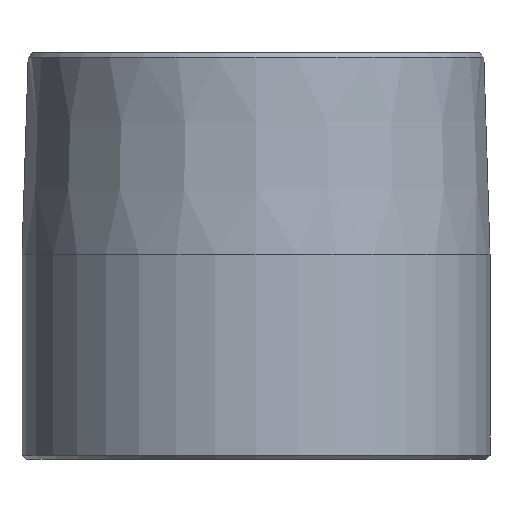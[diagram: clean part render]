
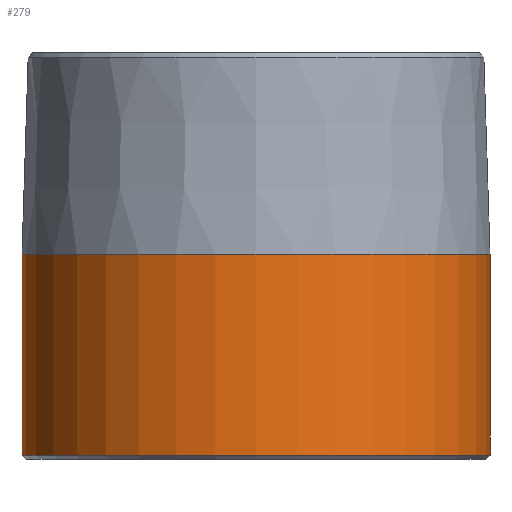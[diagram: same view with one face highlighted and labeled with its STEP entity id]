
A CAD part, front view. The second image highlights one B-rep face of the part: STEP entity #279.
In plain terms, the highlighted cylindrical face has radius 36.576 mm (diameter 73.152 mm), a partial arc.
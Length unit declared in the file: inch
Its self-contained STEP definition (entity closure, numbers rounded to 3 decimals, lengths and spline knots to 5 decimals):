
#3 = VECTOR ( 'NONE', #308, 39.37008 ) ;
#18 = EDGE_CURVE ( 'NONE', #488, #184, #369, .T. ) ;
#32 = FACE_OUTER_BOUND ( 'NONE', #352, .T. ) ;
#34 = AXIS2_PLACEMENT_3D ( 'NONE', #108, #69, #420 ) ;
#45 = CARTESIAN_POINT ( 'NONE',  ( -1.44, 0., 0.025 ) ) ;
#57 = CARTESIAN_POINT ( 'NONE',  ( 1.44, 0., 0.025 ) ) ;
#69 = DIRECTION ( 'NONE',  ( 0., 0., -1. ) ) ;
#108 = CARTESIAN_POINT ( 'NONE',  ( 0., 0., 2.5 ) ) ;
#116 = EDGE_CURVE ( 'NONE', #226, #184, #440, .T. ) ;
#120 = AXIS2_PLACEMENT_3D ( 'NONE', #476, #360, #427 ) ;
#129 = ORIENTED_EDGE ( 'NONE', *, *, #18, .T. ) ;
#184 = VERTEX_POINT ( 'NONE', #57 ) ;
#191 = CARTESIAN_POINT ( 'NONE',  ( -1.44, 0., 1.26 ) ) ;
#219 = EDGE_CURVE ( 'NONE', #226, #314, #430, .T. ) ;
#226 = VERTEX_POINT ( 'NONE', #251 ) ;
#230 = CARTESIAN_POINT ( 'NONE',  ( -1.44, 0., 2.5 ) ) ;
#237 = CARTESIAN_POINT ( 'NONE',  ( 1.44, 0., 2.5 ) ) ;
#246 = AXIS2_PLACEMENT_3D ( 'NONE', #292, #442, #301 ) ;
#251 = CARTESIAN_POINT ( 'NONE',  ( 1.44, 0., 1.26 ) ) ;
#268 = LINE ( 'NONE', #230, #3 ) ;
#279 = ADVANCED_FACE ( 'NONE', ( #32 ), #417, .T. ) ;
#292 = CARTESIAN_POINT ( 'NONE',  ( 0., 0., 1.26 ) ) ;
#301 = DIRECTION ( 'NONE',  ( -1., 0., 0. ) ) ;
#308 = DIRECTION ( 'NONE',  ( 0., 0., -1. ) ) ;
#314 = VERTEX_POINT ( 'NONE', #191 ) ;
#349 = ORIENTED_EDGE ( 'NONE', *, *, #116, .F. ) ;
#352 = EDGE_LOOP ( 'NONE', ( #349, #377, #486, #129 ) ) ;
#360 = DIRECTION ( 'NONE',  ( 0., 0., 1. ) ) ;
#369 = CIRCLE ( 'NONE', #120, 1.44 ) ;
#376 = EDGE_CURVE ( 'NONE', #314, #488, #268, .T. ) ;
#377 = ORIENTED_EDGE ( 'NONE', *, *, #219, .T. ) ;
#388 = VECTOR ( 'NONE', #473, 39.37008 ) ;
#417 = CYLINDRICAL_SURFACE ( 'NONE', #34, 1.44 ) ;
#420 = DIRECTION ( 'NONE',  ( -1., 0., 0. ) ) ;
#427 = DIRECTION ( 'NONE',  ( 1., 0., 0. ) ) ;
#430 = CIRCLE ( 'NONE', #246, 1.44 ) ;
#440 = LINE ( 'NONE', #237, #388 ) ;
#442 = DIRECTION ( 'NONE',  ( 0., 0., -1. ) ) ;
#473 = DIRECTION ( 'NONE',  ( 0., 0., -1. ) ) ;
#476 = CARTESIAN_POINT ( 'NONE',  ( 0., 0., 0.025 ) ) ;
#486 = ORIENTED_EDGE ( 'NONE', *, *, #376, .T. ) ;
#488 = VERTEX_POINT ( 'NONE', #45 ) ;
